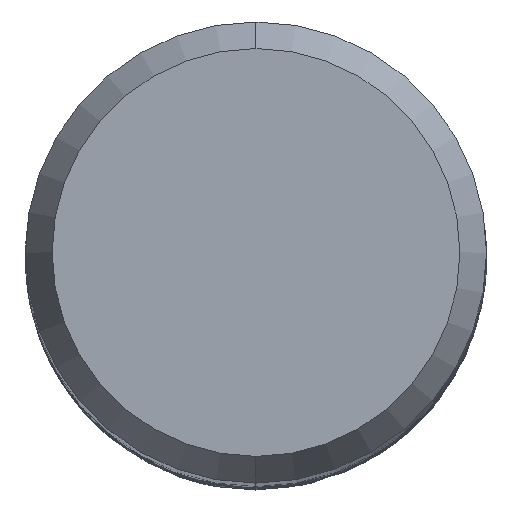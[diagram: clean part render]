
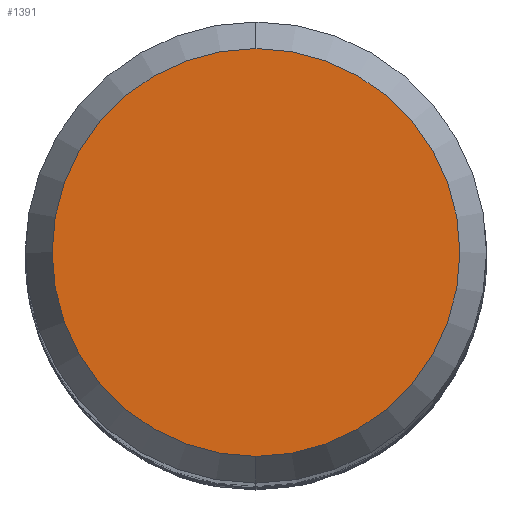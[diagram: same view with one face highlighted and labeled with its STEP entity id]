
A CAD part, top view. The second image highlights one B-rep face of the part: STEP entity #1391.
In plain terms, the highlighted planar face has unit normal (0, 0, 1).
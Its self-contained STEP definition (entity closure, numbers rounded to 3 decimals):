
#1391=ADVANCED_FACE('',(#3914),#3915,.T.);
#1669=VERTEX_POINT('',#4210);
#1813=VERTEX_POINT('',#4374);
#1903=EDGE_CURVE('',#1813,#1669,#4471,.T.);
#2019=EDGE_CURVE('',#1669,#1813,#4597,.T.);
#3914=FACE_OUTER_BOUND('',#9211,.T.);
#3915=PLANE('',#9212);
#4210=CARTESIAN_POINT('',(0.,-4.423,0.0));
#4374=CARTESIAN_POINT('',(0.0,4.423,0.0));
#4471=CIRCLE('',#15251,4.423);
#4597=CIRCLE('',#16208,4.423);
#9211=EDGE_LOOP('',(#37872,#37873));
#9212=AXIS2_PLACEMENT_3D('',#37874,#37875,#37876);
#15251=AXIS2_PLACEMENT_3D('',#38436,#38437,#38438);
#16208=AXIS2_PLACEMENT_3D('',#38605,#38606,#38607);
#37872=ORIENTED_EDGE('',*,*,#1903,.F.);
#37873=ORIENTED_EDGE('',*,*,#2019,.F.);
#37874=CARTESIAN_POINT('',(0.0,2.211,0.0));
#37875=DIRECTION('',(-0.0,0.0,1.0));
#37876=DIRECTION('',(0.0,-1.0,0.0));
#38436=CARTESIAN_POINT('',(0.0,0.0,0.0));
#38437=DIRECTION('',(0.0,0.0,-1.0));
#38438=DIRECTION('',(0.0,1.0,0.0));
#38605=CARTESIAN_POINT('',(0.0,0.0,0.0));
#38606=DIRECTION('',(0.0,0.0,-1.0));
#38607=DIRECTION('',(0.0,1.0,0.0));
